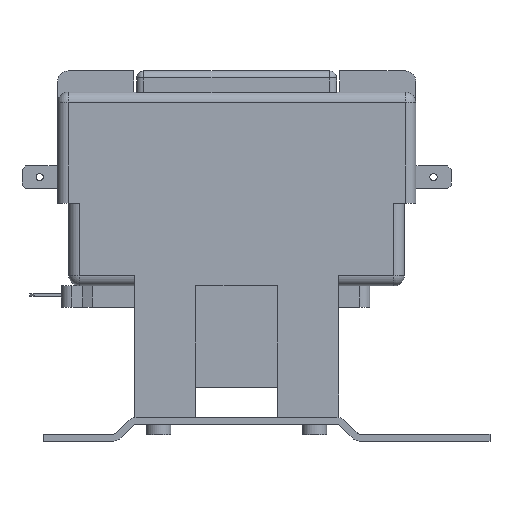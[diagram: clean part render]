
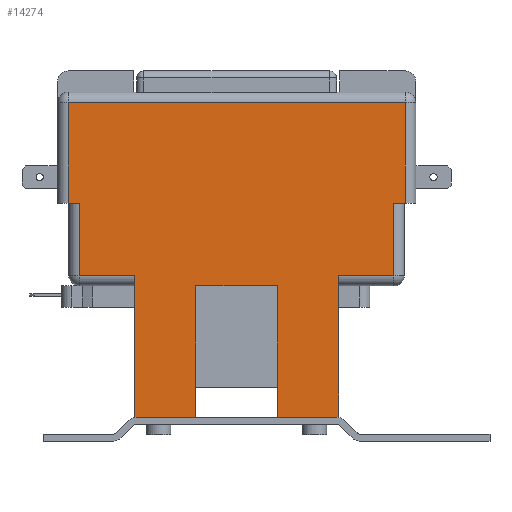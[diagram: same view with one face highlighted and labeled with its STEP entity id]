
A CAD part, left-side view. The second image highlights one B-rep face of the part: STEP entity #14274.
In plain terms, the highlighted planar face has unit normal (-1, 0, 0).
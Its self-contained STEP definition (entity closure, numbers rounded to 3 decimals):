
#826=PLANE('',#14981);
#1739=LINE('',#21675,#3390);
#1748=LINE('',#21705,#3399);
#1751=LINE('',#21715,#3402);
#1753=LINE('',#21721,#3404);
#1755=LINE('',#21728,#3406);
#1756=LINE('',#21730,#3407);
#1757=LINE('',#21732,#3408);
#1758=LINE('',#21734,#3409);
#1759=LINE('',#21736,#3410);
#1760=LINE('',#21738,#3411);
#1761=LINE('',#21740,#3412);
#1762=LINE('',#21742,#3413);
#1763=LINE('',#21744,#3414);
#1764=LINE('',#21746,#3415);
#1765=LINE('',#21748,#3416);
#1766=LINE('',#21750,#3417);
#1767=LINE('',#21752,#3418);
#1768=LINE('',#21753,#3419);
#3390=VECTOR('',#16580,10.);
#3399=VECTOR('',#16609,10.);
#3402=VECTOR('',#16622,10.);
#3404=VECTOR('',#16630,10.);
#3406=VECTOR('',#16638,10.);
#3407=VECTOR('',#16639,10.);
#3408=VECTOR('',#16640,10.);
#3409=VECTOR('',#16641,10.);
#3410=VECTOR('',#16642,10.);
#3411=VECTOR('',#16643,10.);
#3412=VECTOR('',#16644,10.);
#3413=VECTOR('',#16645,10.);
#3414=VECTOR('',#16646,10.);
#3415=VECTOR('',#16647,10.);
#3416=VECTOR('',#16648,10.);
#3417=VECTOR('',#16649,10.);
#3418=VECTOR('',#16650,10.);
#3419=VECTOR('',#16651,10.);
#4873=FACE_OUTER_BOUND('',#5620,.T.);
#5620=EDGE_LOOP('',(#11258,#11259,#11260,#11261,#11262,#11263,#11264,#11265,
#11266,#11267,#11268,#11269,#11270,#11271,#11272,#11273,#11274,#11275));
#6913=VERTEX_POINT('',#21672);
#6914=VERTEX_POINT('',#21674);
#6923=VERTEX_POINT('',#21698);
#6925=VERTEX_POINT('',#21703);
#6926=VERTEX_POINT('',#21708);
#6930=VERTEX_POINT('',#21727);
#6931=VERTEX_POINT('',#21729);
#6932=VERTEX_POINT('',#21731);
#6933=VERTEX_POINT('',#21733);
#6934=VERTEX_POINT('',#21735);
#6935=VERTEX_POINT('',#21737);
#6936=VERTEX_POINT('',#21739);
#6937=VERTEX_POINT('',#21741);
#6938=VERTEX_POINT('',#21743);
#6939=VERTEX_POINT('',#21745);
#6940=VERTEX_POINT('',#21747);
#6941=VERTEX_POINT('',#21749);
#6942=VERTEX_POINT('',#21751);
#8508=EDGE_CURVE('',#6914,#6913,#1739,.T.);
#8523=EDGE_CURVE('',#6925,#6923,#1748,.T.);
#8529=EDGE_CURVE('',#6926,#6913,#1751,.T.);
#8532=EDGE_CURVE('',#6923,#6926,#1753,.T.);
#8535=EDGE_CURVE('',#6925,#6930,#1755,.T.);
#8536=EDGE_CURVE('',#6931,#6930,#1756,.T.);
#8537=EDGE_CURVE('',#6932,#6931,#1757,.T.);
#8538=EDGE_CURVE('',#6933,#6932,#1758,.T.);
#8539=EDGE_CURVE('',#6933,#6934,#1759,.T.);
#8540=EDGE_CURVE('',#6935,#6934,#1760,.T.);
#8541=EDGE_CURVE('',#6935,#6936,#1761,.T.);
#8542=EDGE_CURVE('',#6936,#6937,#1762,.T.);
#8543=EDGE_CURVE('',#6938,#6937,#1763,.T.);
#8544=EDGE_CURVE('',#6939,#6938,#1764,.T.);
#8545=EDGE_CURVE('',#6939,#6940,#1765,.T.);
#8546=EDGE_CURVE('',#6940,#6941,#1766,.T.);
#8547=EDGE_CURVE('',#6942,#6941,#1767,.T.);
#8548=EDGE_CURVE('',#6914,#6942,#1768,.T.);
#11258=ORIENTED_EDGE('',*,*,#8529,.F.);
#11259=ORIENTED_EDGE('',*,*,#8532,.F.);
#11260=ORIENTED_EDGE('',*,*,#8523,.F.);
#11261=ORIENTED_EDGE('',*,*,#8535,.T.);
#11262=ORIENTED_EDGE('',*,*,#8536,.F.);
#11263=ORIENTED_EDGE('',*,*,#8537,.F.);
#11264=ORIENTED_EDGE('',*,*,#8538,.F.);
#11265=ORIENTED_EDGE('',*,*,#8539,.T.);
#11266=ORIENTED_EDGE('',*,*,#8540,.F.);
#11267=ORIENTED_EDGE('',*,*,#8541,.T.);
#11268=ORIENTED_EDGE('',*,*,#8542,.T.);
#11269=ORIENTED_EDGE('',*,*,#8543,.F.);
#11270=ORIENTED_EDGE('',*,*,#8544,.F.);
#11271=ORIENTED_EDGE('',*,*,#8545,.T.);
#11272=ORIENTED_EDGE('',*,*,#8546,.T.);
#11273=ORIENTED_EDGE('',*,*,#8547,.F.);
#11274=ORIENTED_EDGE('',*,*,#8548,.F.);
#11275=ORIENTED_EDGE('',*,*,#8508,.T.);
#14274=ADVANCED_FACE('',(#4873),#826,.T.);
#14981=AXIS2_PLACEMENT_3D('',#21726,#16636,#16637);
#16580=DIRECTION('',(0.,-1.,0.));
#16609=DIRECTION('',(0.,0.,1.));
#16622=DIRECTION('',(0.,0.,-1.));
#16630=DIRECTION('',(0.,-1.,0.));
#16636=DIRECTION('center_axis',(-1.,0.,0.));
#16637=DIRECTION('ref_axis',(0.,-1.,0.));
#16638=DIRECTION('',(0.,-1.,0.));
#16639=DIRECTION('',(0.,0.,1.));
#16640=DIRECTION('',(0.,1.,0.));
#16641=DIRECTION('',(0.,0.,1.));
#16642=DIRECTION('',(0.,-1.,0.));
#16643=DIRECTION('',(0.,1.,0.));
#16644=DIRECTION('',(0.,0.,1.));
#16645=DIRECTION('',(0.,-1.,0.));
#16646=DIRECTION('',(0.,0.,1.));
#16647=DIRECTION('',(0.,1.,0.));
#16648=DIRECTION('',(0.,-1.,0.));
#16649=DIRECTION('',(0.,0.,1.));
#16650=DIRECTION('',(0.,1.,0.));
#16651=DIRECTION('',(0.,0.,-1.));
#21672=CARTESIAN_POINT('',(-47.7,-47.9,67.6));
#21674=CARTESIAN_POINT('',(-47.7,-44.7,67.6));
#21675=CARTESIAN_POINT('',(-47.7,50.9,67.6));
#21698=CARTESIAN_POINT('',(-47.7,47.9,96.2));
#21703=CARTESIAN_POINT('',(-47.7,47.9,67.6));
#21705=CARTESIAN_POINT('',(-47.7,47.9,37.2));
#21708=CARTESIAN_POINT('',(-47.7,-47.9,96.2));
#21715=CARTESIAN_POINT('',(-47.7,-47.9,37.2));
#21721=CARTESIAN_POINT('',(-47.7,-5.8,96.2));
#21726=CARTESIAN_POINT('Origin',(-47.7,-11.6,6.8));
#21727=CARTESIAN_POINT('',(-47.7,44.7,67.6));
#21728=CARTESIAN_POINT('',(-47.7,50.9,67.6));
#21729=CARTESIAN_POINT('',(-47.7,44.7,47.1));
#21730=CARTESIAN_POINT('',(-47.7,44.7,25.45));
#21731=CARTESIAN_POINT('',(-47.7,29.,47.1));
#21732=CARTESIAN_POINT('',(-47.7,-5.8,47.1));
#21733=CARTESIAN_POINT('',(-47.7,29.,6.8));
#21734=CARTESIAN_POINT('',(-47.7,29.,6.8));
#21735=CARTESIAN_POINT('',(-47.7,28.486,6.8));
#21736=CARTESIAN_POINT('',(-47.7,29.,6.8));
#21737=CARTESIAN_POINT('',(-47.7,11.6,6.8));
#21738=CARTESIAN_POINT('',(-47.7,29.364,6.8));
#21739=CARTESIAN_POINT('',(-47.7,11.6,44.1));
#21740=CARTESIAN_POINT('',(-47.7,11.6,6.8));
#21741=CARTESIAN_POINT('',(-47.7,-11.6,44.1));
#21742=CARTESIAN_POINT('',(-47.7,47.7,44.1));
#21743=CARTESIAN_POINT('',(-47.7,-11.6,6.8));
#21744=CARTESIAN_POINT('',(-47.7,-11.6,6.8));
#21745=CARTESIAN_POINT('',(-47.7,-28.486,6.8));
#21746=CARTESIAN_POINT('',(-47.7,9.064,6.8));
#21747=CARTESIAN_POINT('',(-47.7,-29.,6.8));
#21748=CARTESIAN_POINT('',(-47.7,-11.6,6.8));
#21749=CARTESIAN_POINT('',(-47.7,-29.,47.1));
#21750=CARTESIAN_POINT('',(-47.7,-29.,6.8));
#21751=CARTESIAN_POINT('',(-47.7,-44.7,47.1));
#21752=CARTESIAN_POINT('',(-47.7,-5.8,47.1));
#21753=CARTESIAN_POINT('',(-47.7,-44.7,25.45));
